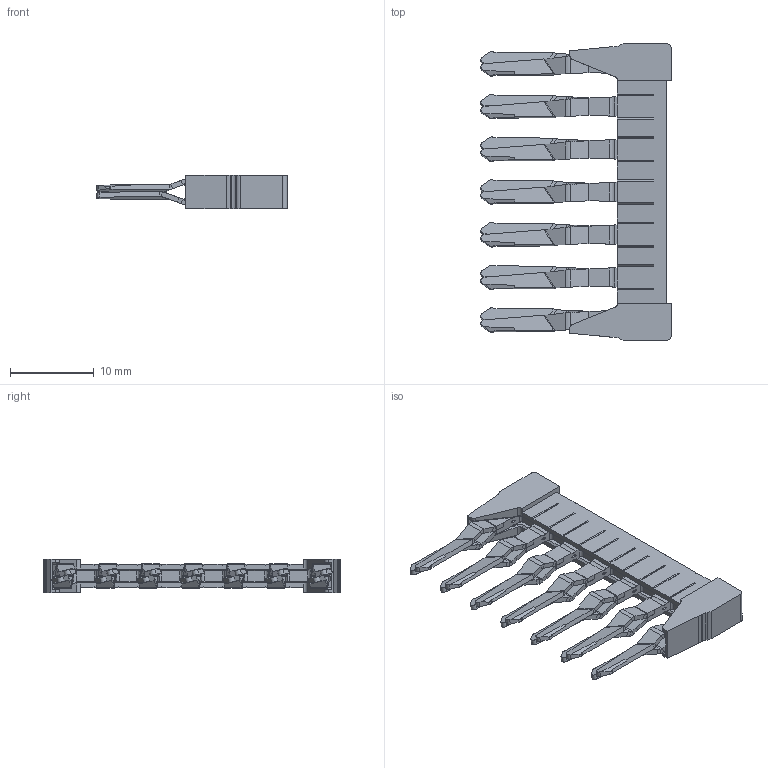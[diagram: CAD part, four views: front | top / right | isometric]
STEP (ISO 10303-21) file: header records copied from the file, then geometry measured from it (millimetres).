
FILE_DESCRIPTION(/* description */ (''),/* implementation_level */ '2;1');
FILE_NAME(/* name */ '17206.2_stp.stp',/* time_stamp */ '2014-09-30T13:35:36+02:00',/* author */ (''),/* organization */ (''),/* preprocessor_version */ 'ST-DEVELOPER v15',/* originating_system */ 'SIEMENS PLM Software NX 8.5',/* authorisation */ '');
FILE_SCHEMA (('CONFIG_CONTROL_DESIGN'));
Length unit declared in the file: millimetre
Products named in the file (1): q25_10
Bounding box: 22.71 x 35.4 x 4 mm (x, y, z)
Volume: 930.3 mm3; surface area: 2179.1 mm2
Topology: 1 solids, 8 shells, 821 faces, 1979 edges, 1186 vertices
Faces by surface type: plane 434, cylinder 277, bspline 92, torus 14, cone 4
Full cylindrical faces by diameter (mm): 1.2 x7
Entity records: 24942 total; most frequent: CARTESIAN_POINT 6304, ORIENTED_EDGE 3936, DIRECTION 3638, EDGE_CURVE 1968, LINE 1342, VECTOR 1342, VERTEX_POINT 1182, AXIS2_PLACEMENT_3D 1148
